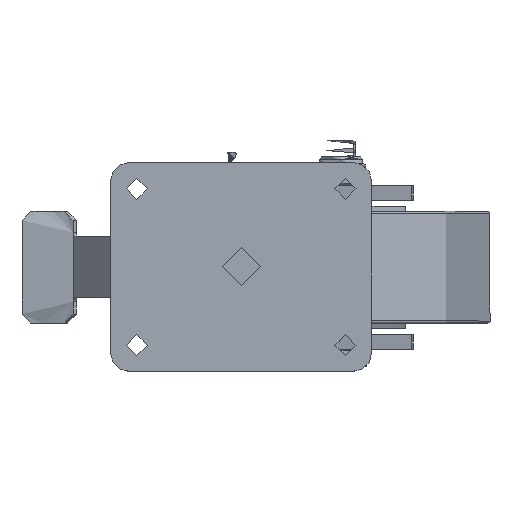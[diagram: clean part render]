
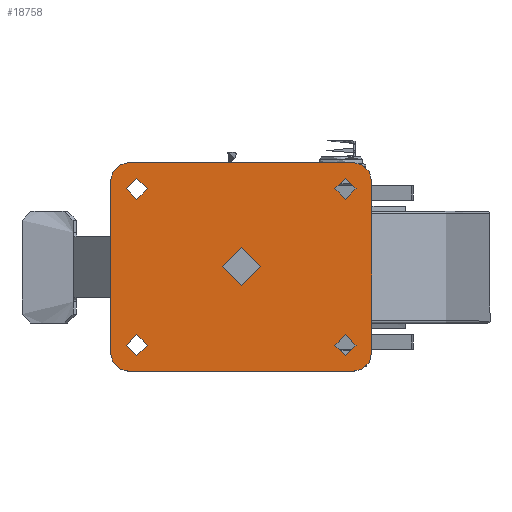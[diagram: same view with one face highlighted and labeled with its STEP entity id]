
A CAD part, top view. The second image highlights one B-rep face of the part: STEP entity #18758.
In plain terms, the highlighted planar face has unit normal (0, 0, 1).
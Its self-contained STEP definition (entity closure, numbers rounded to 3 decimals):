
#619=FACE_BOUND('',#2586,.T.);
#620=FACE_BOUND('',#2587,.T.);
#621=FACE_BOUND('',#2588,.T.);
#622=FACE_BOUND('',#2589,.T.);
#623=FACE_BOUND('',#2590,.T.);
#782=PLANE('',#20286);
#1436=FACE_OUTER_BOUND('',#2585,.T.);
#2585=EDGE_LOOP('',(#12789,#12790,#12791,#12792,#12793,#12794,#12795,#12796));
#2586=EDGE_LOOP('',(#12797));
#2587=EDGE_LOOP('',(#12798));
#2588=EDGE_LOOP('',(#12799));
#2589=EDGE_LOOP('',(#12800));
#2590=EDGE_LOOP('',(#12801));
#3852=CIRCLE('',#20237,12.75);
#3853=CIRCLE('',#20239,7.1);
#3855=CIRCLE('',#20242,7.1);
#3857=CIRCLE('',#20245,7.1);
#3859=CIRCLE('',#20248,7.1);
#3869=CIRCLE('',#20272,12.);
#3871=CIRCLE('',#20276,12.);
#3873=CIRCLE('',#20280,12.);
#3875=CIRCLE('',#20284,12.);
#5387=LINE('',#30635,#6646);
#5391=LINE('',#30647,#6650);
#5395=LINE('',#30659,#6654);
#5399=LINE('',#30669,#6658);
#6646=VECTOR('',#22311,1000.);
#6650=VECTOR('',#22323,1000.);
#6654=VECTOR('',#22335,1000.);
#6658=VECTOR('',#22347,1000.);
#7908=VERTEX_POINT('',#28033);
#7909=VERTEX_POINT('',#28037);
#7911=VERTEX_POINT('',#28043);
#7913=VERTEX_POINT('',#28049);
#7915=VERTEX_POINT('',#28055);
#7953=VERTEX_POINT('',#30626);
#7954=VERTEX_POINT('',#30628);
#7956=VERTEX_POINT('',#30634);
#7958=VERTEX_POINT('',#30640);
#7960=VERTEX_POINT('',#30646);
#7962=VERTEX_POINT('',#30652);
#7964=VERTEX_POINT('',#30658);
#7966=VERTEX_POINT('',#30664);
#9747=EDGE_CURVE('',#7908,#7908,#3852,.T.);
#9748=EDGE_CURVE('',#7909,#7909,#3853,.T.);
#9751=EDGE_CURVE('',#7911,#7911,#3855,.T.);
#9754=EDGE_CURVE('',#7913,#7913,#3857,.T.);
#9757=EDGE_CURVE('',#7915,#7915,#3859,.T.);
#9819=EDGE_CURVE('',#7953,#7954,#3869,.T.);
#9822=EDGE_CURVE('',#7954,#7956,#5387,.T.);
#9825=EDGE_CURVE('',#7956,#7958,#3871,.T.);
#9828=EDGE_CURVE('',#7958,#7960,#5391,.T.);
#9831=EDGE_CURVE('',#7960,#7962,#3873,.T.);
#9834=EDGE_CURVE('',#7962,#7964,#5395,.T.);
#9837=EDGE_CURVE('',#7964,#7966,#3875,.T.);
#9840=EDGE_CURVE('',#7966,#7953,#5399,.T.);
#12789=ORIENTED_EDGE('',*,*,#9819,.F.);
#12790=ORIENTED_EDGE('',*,*,#9840,.F.);
#12791=ORIENTED_EDGE('',*,*,#9837,.F.);
#12792=ORIENTED_EDGE('',*,*,#9834,.F.);
#12793=ORIENTED_EDGE('',*,*,#9831,.F.);
#12794=ORIENTED_EDGE('',*,*,#9828,.F.);
#12795=ORIENTED_EDGE('',*,*,#9825,.F.);
#12796=ORIENTED_EDGE('',*,*,#9822,.F.);
#12797=ORIENTED_EDGE('',*,*,#9747,.F.);
#12798=ORIENTED_EDGE('',*,*,#9757,.T.);
#12799=ORIENTED_EDGE('',*,*,#9754,.T.);
#12800=ORIENTED_EDGE('',*,*,#9751,.T.);
#12801=ORIENTED_EDGE('',*,*,#9748,.T.);
#18758=ADVANCED_FACE('',(#1436,#619,#620,#621,#622,#623),#782,.T.);
#20237=AXIS2_PLACEMENT_3D('',#28035,#22227,#22228);
#20239=AXIS2_PLACEMENT_3D('',#28038,#22231,#22232);
#20242=AXIS2_PLACEMENT_3D('',#28044,#22238,#22239);
#20245=AXIS2_PLACEMENT_3D('',#28050,#22245,#22246);
#20248=AXIS2_PLACEMENT_3D('',#28056,#22252,#22253);
#20272=AXIS2_PLACEMENT_3D('',#30629,#22305,#22306);
#20276=AXIS2_PLACEMENT_3D('',#30641,#22317,#22318);
#20280=AXIS2_PLACEMENT_3D('',#30653,#22329,#22330);
#20284=AXIS2_PLACEMENT_3D('',#30665,#22341,#22342);
#20286=AXIS2_PLACEMENT_3D('',#30670,#22348,#22349);
#22227=DIRECTION('center_axis',(0.,0.,1.));
#22228=DIRECTION('ref_axis',(1.,0.,0.));
#22231=DIRECTION('center_axis',(0.,0.,-1.));
#22232=DIRECTION('ref_axis',(1.,0.,0.));
#22238=DIRECTION('center_axis',(0.,0.,-1.));
#22239=DIRECTION('ref_axis',(1.,0.,0.));
#22245=DIRECTION('center_axis',(0.,0.,-1.));
#22246=DIRECTION('ref_axis',(1.,0.,0.));
#22252=DIRECTION('center_axis',(0.,0.,-1.));
#22253=DIRECTION('ref_axis',(1.,0.,0.));
#22305=DIRECTION('center_axis',(0.,0.,-1.));
#22306=DIRECTION('ref_axis',(0.,-1.,0.));
#22311=DIRECTION('',(0.,1.,0.));
#22317=DIRECTION('center_axis',(0.,0.,-1.));
#22318=DIRECTION('ref_axis',(-1.,0.,0.));
#22323=DIRECTION('',(1.,0.,0.));
#22329=DIRECTION('center_axis',(0.,0.,-1.));
#22330=DIRECTION('ref_axis',(0.,1.,0.));
#22335=DIRECTION('',(0.,-1.,0.));
#22341=DIRECTION('center_axis',(0.,0.,-1.));
#22342=DIRECTION('ref_axis',(1.,0.,0.));
#22347=DIRECTION('',(-1.,0.,0.));
#22348=DIRECTION('center_axis',(0.,0.,1.));
#22349=DIRECTION('ref_axis',(1.,0.,0.));
#28033=CARTESIAN_POINT('',(-12.75,0.,0.));
#28035=CARTESIAN_POINT('Origin',(0.,0.,0.));
#28037=CARTESIAN_POINT('',(62.9,52.5,0.));
#28038=CARTESIAN_POINT('Origin',(70.,52.5,0.));
#28043=CARTESIAN_POINT('',(-77.1,52.5,0.));
#28044=CARTESIAN_POINT('Origin',(-70.,52.5,0.));
#28049=CARTESIAN_POINT('',(-77.1,-52.5,0.));
#28050=CARTESIAN_POINT('Origin',(-70.,-52.5,0.));
#28055=CARTESIAN_POINT('',(62.9,-52.5,0.));
#28056=CARTESIAN_POINT('Origin',(70.,-52.5,0.));
#30626=CARTESIAN_POINT('',(-75.5,-70.,0.));
#30628=CARTESIAN_POINT('',(-87.5,-58.,0.));
#30629=CARTESIAN_POINT('Origin',(-75.5,-58.,0.));
#30634=CARTESIAN_POINT('',(-87.5,58.,0.));
#30635=CARTESIAN_POINT('',(-87.5,-58.,0.));
#30640=CARTESIAN_POINT('',(-75.5,70.,0.));
#30641=CARTESIAN_POINT('Origin',(-75.5,58.,0.));
#30646=CARTESIAN_POINT('',(75.5,70.,0.));
#30647=CARTESIAN_POINT('',(-75.5,70.,0.));
#30652=CARTESIAN_POINT('',(87.5,58.,0.));
#30653=CARTESIAN_POINT('Origin',(75.5,58.,0.));
#30658=CARTESIAN_POINT('',(87.5,-58.,0.));
#30659=CARTESIAN_POINT('',(87.5,58.,0.));
#30664=CARTESIAN_POINT('',(75.5,-70.,0.));
#30665=CARTESIAN_POINT('Origin',(75.5,-58.,0.));
#30669=CARTESIAN_POINT('',(75.5,-70.,0.));
#30670=CARTESIAN_POINT('Origin',(0.,0.,0.));
